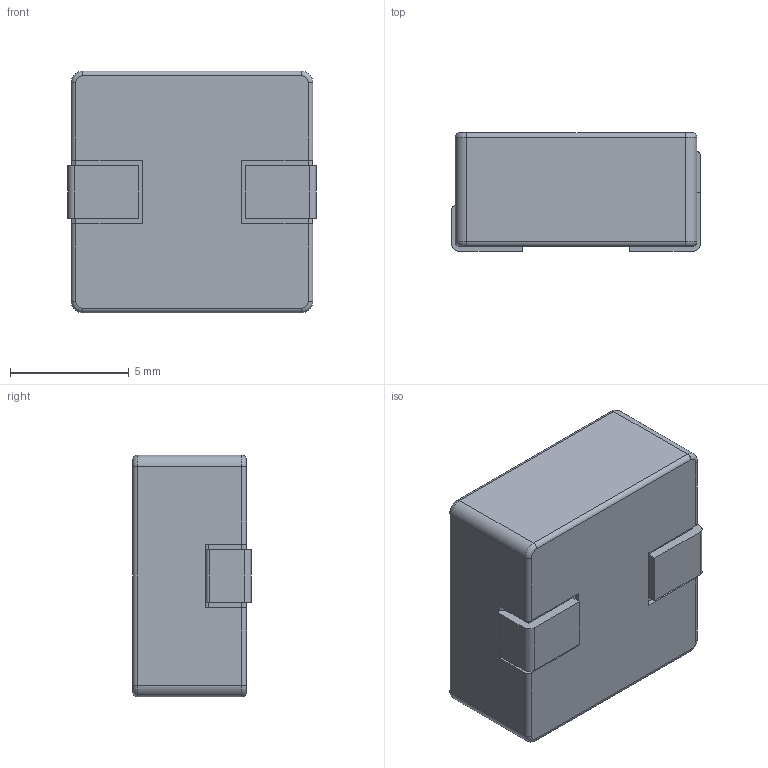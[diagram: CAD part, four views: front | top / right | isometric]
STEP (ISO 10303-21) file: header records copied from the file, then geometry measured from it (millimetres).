
FILE_DESCRIPTION (( 'STEP AP214' ), '1' );
FILE_NAME ('744325420.STEP', '2023-01-24T18:09:43', ( '' ), ( '' ), 'SwSTEP 2.0', 'SolidWorks 2021', '' );
FILE_SCHEMA (( 'AUTOMOTIVE_DESIGN' ));
Length unit declared in the file: millimetre
Products named in the file (1): 744325420
Bounding box: 10.5 x 5 x 10.2 mm (x, y, z)
Volume: 500.9 mm3; surface area: 458.9 mm2
Topology: 4 solids, 4 shells, 66 faces, 158 edges, 100 vertices
Faces by surface type: plane 40, cylinder 18, torus 8
Entity records: 1959 total; most frequent: DIRECTION 336, CARTESIAN_POINT 325, ORIENTED_EDGE 316, EDGE_CURVE 158, VECTOR 114, LINE 114, AXIS2_PLACEMENT_3D 111, VERTEX_POINT 100
